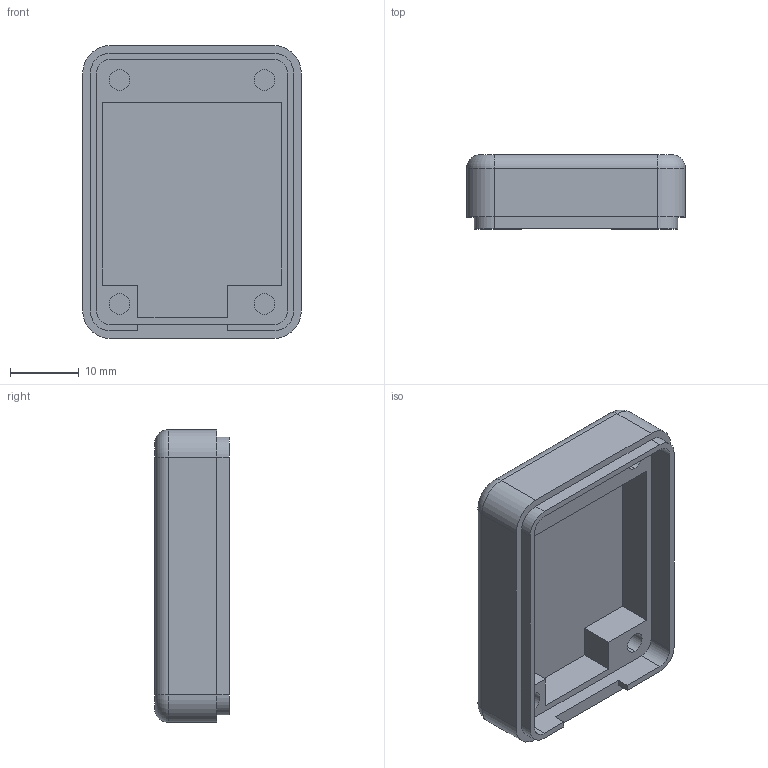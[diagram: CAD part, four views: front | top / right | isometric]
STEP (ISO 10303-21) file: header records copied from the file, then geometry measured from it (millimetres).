
FILE_DESCRIPTION (( 'STEP AP214' ), '1' );
FILE_NAME ('GPS_case_01-top.STEP', '2019-09-28T07:11:02', ( '' ), ( '' ), 'SwSTEP 2.0', 'SolidWorks 2015', '' );
FILE_SCHEMA (( 'AUTOMOTIVE_DESIGN' ));
Length unit declared in the file: millimetre
Products named in the file (1): GPS_case_01-top
Bounding box: 31.7 x 10.8 x 42.5 mm (x, y, z)
Volume: 6053.8 mm3; surface area: 5267.4 mm2
Topology: 1 solids, 1 shells, 60 faces, 148 edges, 96 vertices
Faces by surface type: plane 32, cylinder 24, torus 4
Entity records: 1814 total; most frequent: DIRECTION 322, CARTESIAN_POINT 305, ORIENTED_EDGE 296, EDGE_CURVE 148, AXIS2_PLACEMENT_3D 113, VERTEX_POINT 96, VECTOR 96, LINE 96
